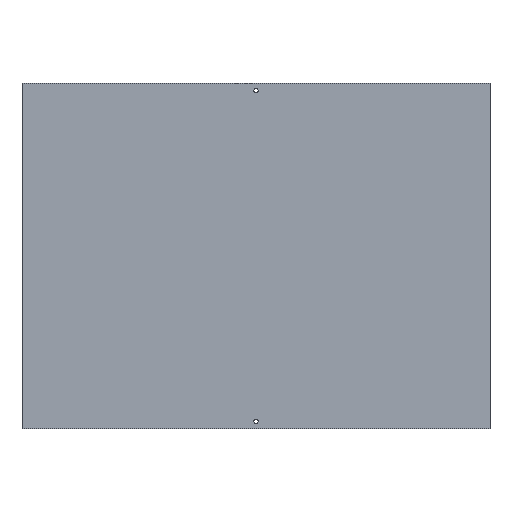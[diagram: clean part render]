
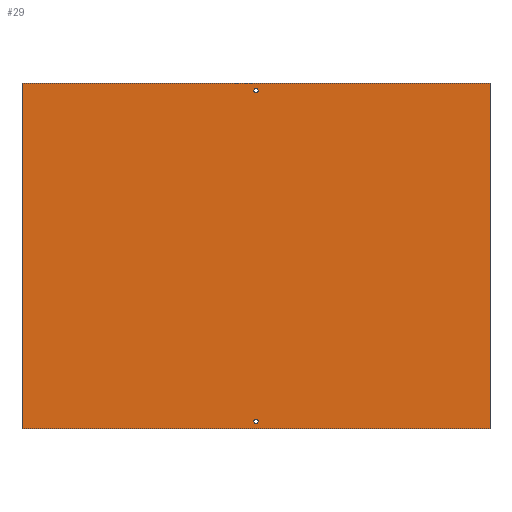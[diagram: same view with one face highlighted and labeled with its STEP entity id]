
A CAD part, front view. The second image highlights one B-rep face of the part: STEP entity #29.
In plain terms, the highlighted planar face has unit normal (0, -1, 0).
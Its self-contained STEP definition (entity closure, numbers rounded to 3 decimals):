
#2 = DIRECTION ( 'NONE',  ( 0., 0., 1. ) ) ;
#5 = DIRECTION ( 'NONE',  ( 0., 0., 1. ) ) ;
#8 = AXIS2_PLACEMENT_3D ( 'NONE', #97, #74, #278 ) ;
#12 = ORIENTED_EDGE ( 'NONE', *, *, #117, .T. ) ;
#17 = CIRCLE ( 'NONE', #222, 2. ) ;
#24 = VERTEX_POINT ( 'NONE', #80 ) ;
#27 = DIRECTION ( 'NONE',  ( 0., 0., -1. ) ) ;
#29 = ADVANCED_FACE ( 'NONE', ( #198, #136, #338 ), #114, .T. ) ;
#34 = DIRECTION ( 'NONE',  ( 0., -1., 0. ) ) ;
#35 = EDGE_CURVE ( 'NONE', #133, #24, #365, .T. ) ;
#39 = CARTESIAN_POINT ( 'NONE',  ( 0., -0.75, -162.5 ) ) ;
#45 = VERTEX_POINT ( 'NONE', #259 ) ;
#46 = DIRECTION ( 'NONE',  ( 0., 0., 1. ) ) ;
#55 = CARTESIAN_POINT ( 'NONE',  ( -230., -0.75, 170. ) ) ;
#61 = CIRCLE ( 'NONE', #273, 2. ) ;
#63 = DIRECTION ( 'NONE',  ( 0., 1., 0. ) ) ;
#68 = ORIENTED_EDGE ( 'NONE', *, *, #331, .F. ) ;
#73 = EDGE_LOOP ( 'NONE', ( #102, #12 ) ) ;
#74 = DIRECTION ( 'NONE',  ( 0., 1., 0. ) ) ;
#76 = CARTESIAN_POINT ( 'NONE',  ( 0., -0.75, 164.5 ) ) ;
#77 = EDGE_LOOP ( 'NONE', ( #165, #319 ) ) ;
#80 = CARTESIAN_POINT ( 'NONE',  ( -230., -0.75, 170. ) ) ;
#84 = EDGE_CURVE ( 'NONE', #24, #45, #342, .T. ) ;
#88 = CARTESIAN_POINT ( 'NONE',  ( 0., -0.75, 162.5 ) ) ;
#90 = DIRECTION ( 'NONE',  ( 0., 1., 0. ) ) ;
#93 = VERTEX_POINT ( 'NONE', #147 ) ;
#95 = EDGE_CURVE ( 'NONE', #347, #105, #17, .T. ) ;
#97 = CARTESIAN_POINT ( 'NONE',  ( 0., -0.75, 162.5 ) ) ;
#98 = VERTEX_POINT ( 'NONE', #296 ) ;
#99 = DIRECTION ( 'NONE',  ( -1., 0., 0. ) ) ;
#102 = ORIENTED_EDGE ( 'NONE', *, *, #265, .T. ) ;
#105 = VERTEX_POINT ( 'NONE', #343 ) ;
#114 = PLANE ( 'NONE',  #293 ) ;
#117 = EDGE_CURVE ( 'NONE', #98, #297, #61, .T. ) ;
#125 = ORIENTED_EDGE ( 'NONE', *, *, #275, .F. ) ;
#129 = CARTESIAN_POINT ( 'NONE',  ( 230., -0.75, 170. ) ) ;
#133 = VERTEX_POINT ( 'NONE', #292 ) ;
#136 = FACE_BOUND ( 'NONE', #73, .T. ) ;
#137 = VECTOR ( 'NONE', #173, 1000. ) ;
#147 = CARTESIAN_POINT ( 'NONE',  ( 230., -0.75, -170. ) ) ;
#152 = CIRCLE ( 'NONE', #364, 2. ) ;
#158 = EDGE_CURVE ( 'NONE', #105, #347, #152, .T. ) ;
#165 = ORIENTED_EDGE ( 'NONE', *, *, #158, .T. ) ;
#166 = CARTESIAN_POINT ( 'NONE',  ( -230., -0.75, -170. ) ) ;
#173 = DIRECTION ( 'NONE',  ( 1., 0., 0. ) ) ;
#180 = DIRECTION ( 'NONE',  ( 0., 1., 0. ) ) ;
#189 = VECTOR ( 'NONE', #213, 1000. ) ;
#195 = ORIENTED_EDGE ( 'NONE', *, *, #35, .F. ) ;
#198 = FACE_BOUND ( 'NONE', #77, .T. ) ;
#213 = DIRECTION ( 'NONE',  ( 0., 0., -1. ) ) ;
#214 = LINE ( 'NONE', #129, #189 ) ;
#217 = CARTESIAN_POINT ( 'NONE',  ( 0., -0.75, -164.5 ) ) ;
#220 = ORIENTED_EDGE ( 'NONE', *, *, #84, .F. ) ;
#221 = EDGE_LOOP ( 'NONE', ( #125, #220, #195, #68 ) ) ;
#222 = AXIS2_PLACEMENT_3D ( 'NONE', #238, #90, #5 ) ;
#236 = DIRECTION ( 'NONE',  ( 0., 0., 1. ) ) ;
#238 = CARTESIAN_POINT ( 'NONE',  ( 0., -0.75, -162.5 ) ) ;
#245 = LINE ( 'NONE', #166, #261 ) ;
#248 = CIRCLE ( 'NONE', #8, 2. ) ;
#258 = CARTESIAN_POINT ( 'NONE',  ( -230., -0.75, 170. ) ) ;
#259 = CARTESIAN_POINT ( 'NONE',  ( 230., -0.75, 170. ) ) ;
#261 = VECTOR ( 'NONE', #99, 1000. ) ;
#265 = EDGE_CURVE ( 'NONE', #297, #98, #248, .T. ) ;
#273 = AXIS2_PLACEMENT_3D ( 'NONE', #88, #63, #236 ) ;
#275 = EDGE_CURVE ( 'NONE', #45, #93, #214, .T. ) ;
#278 = DIRECTION ( 'NONE',  ( 0., 0., 1. ) ) ;
#292 = CARTESIAN_POINT ( 'NONE',  ( -230., -0.75, -170. ) ) ;
#293 = AXIS2_PLACEMENT_3D ( 'NONE', #363, #34, #27 ) ;
#296 = CARTESIAN_POINT ( 'NONE',  ( 0., -0.75, 160.5 ) ) ;
#297 = VERTEX_POINT ( 'NONE', #76 ) ;
#319 = ORIENTED_EDGE ( 'NONE', *, *, #95, .T. ) ;
#320 = VECTOR ( 'NONE', #2, 1000. ) ;
#331 = EDGE_CURVE ( 'NONE', #93, #133, #245, .T. ) ;
#338 = FACE_OUTER_BOUND ( 'NONE', #221, .T. ) ;
#342 = LINE ( 'NONE', #55, #137 ) ;
#343 = CARTESIAN_POINT ( 'NONE',  ( 0., -0.75, -160.5 ) ) ;
#347 = VERTEX_POINT ( 'NONE', #217 ) ;
#363 = CARTESIAN_POINT ( 'NONE',  ( 230., -0.75, -170. ) ) ;
#364 = AXIS2_PLACEMENT_3D ( 'NONE', #39, #180, #46 ) ;
#365 = LINE ( 'NONE', #258, #320 ) ;
